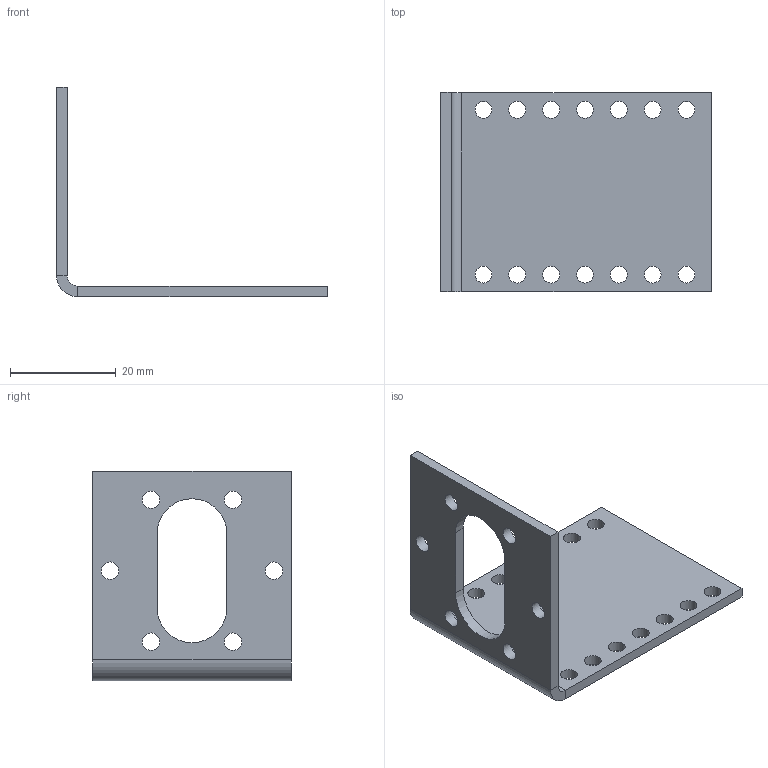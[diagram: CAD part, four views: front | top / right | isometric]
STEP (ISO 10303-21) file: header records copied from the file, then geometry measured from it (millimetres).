
FILE_DESCRIPTION(/* description */ (''),/* implementation_level */ '2;1');
FILE_NAME(/* name */ '37D L-Bracket v6.step',/* time_stamp */ '2021-01-04T18:45:03+01:00',/* author */ (''),/* organization */ (''),/* preprocessor_version */ 'ST-DEVELOPER v18.1',/* originating_system */ 'Autodesk Translation Framework v9.7.1.1290',/* authorisation */ '');
FILE_SCHEMA (('AUTOMOTIVE_DESIGN { 1 0 10303 214 3 1 1 }'));
Length unit declared in the file: millimetre
Products named in the file (1): 37D L-Bracket
Bounding box: 51.2 x 37.6 x 39.6 mm (x, y, z)
Volume: 5609.8 mm3; surface area: 6655.1 mm2
Topology: 1 solids, 1 shells, 38 faces, 100 edges, 64 vertices
Faces by surface type: cylinder 24, plane 14
Full cylindrical faces by diameter (mm): 3.2 x14, 3.3 x6
Entity records: 1312 total; most frequent: DIRECTION 226, CARTESIAN_POINT 203, ORIENTED_EDGE 200, EDGE_CURVE 100, AXIS2_PLACEMENT_3D 87, EDGE_LOOP 80, VERTEX_POINT 64, LINE 52
